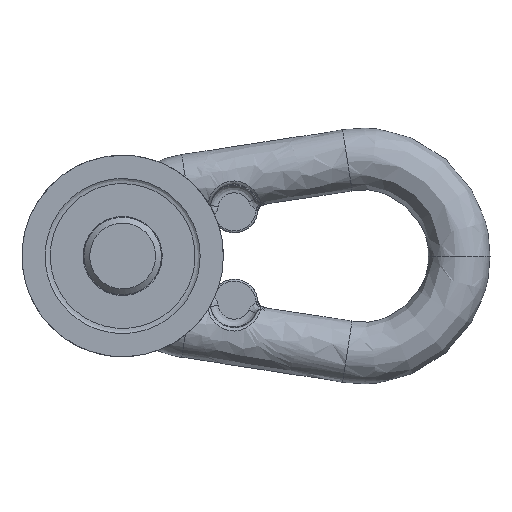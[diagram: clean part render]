
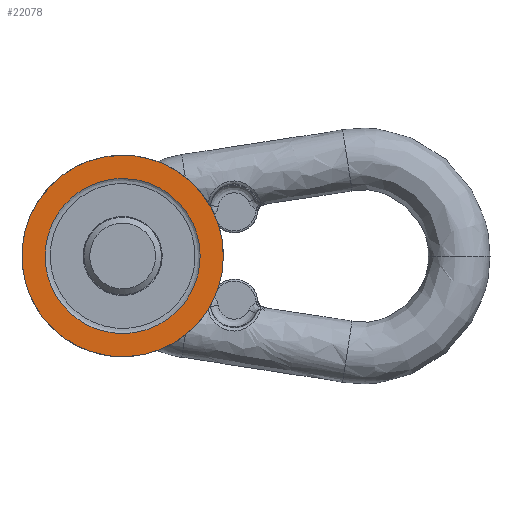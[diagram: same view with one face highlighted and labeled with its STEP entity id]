
A CAD part, front view. The second image highlights one B-rep face of the part: STEP entity #22078.
In plain terms, the highlighted free-form (B-spline) face has degree [1, 1] with [2, 2] control points.
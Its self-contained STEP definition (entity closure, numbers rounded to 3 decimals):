
#22012=CARTESIAN_POINT('V4312',(0.0,-5.5,20.0));
#22013=VERTEX_POINT('V4312',#22012);
#22014=CARTESIAN_POINT('E2325',(0.0,-5.5,20.0));
#22015=CARTESIAN_POINT('E2325',(34.641,
   -5.5,20.0));
#22016=CARTESIAN_POINT('E2325',(17.321,
   -5.5,-10.0));
#22017=CARTESIAN_POINT('E2325',(0.,-5.5,
   -40.0));
#22018=CARTESIAN_POINT('E2325',(-17.321,
   -5.5,-10.0));
#22019=CARTESIAN_POINT('E2325',(-34.641,
   -5.5,20.0));
#22020=CARTESIAN_POINT('E2325',(0.0,-5.5,20.0));
#22028=(BOUNDED_CURVE()B_SPLINE_CURVE(2,(#22014,#22015,#22016,
   #22017,#22018,#22019,#22020),.CIRCULAR_ARC.,.T.,.U.)
   B_SPLINE_CURVE_WITH_KNOTS((3,2,2,3),(0.0,0.333,
   0.667,1.0),.UNSPECIFIED.)CURVE()
   GEOMETRIC_REPRESENTATION_ITEM()RATIONAL_B_SPLINE_CURVE((1.0,
   0.5,1.0,0.5,1.0,0.5,1.0)
   )REPRESENTATION_ITEM('E2325'));
#22029=EDGE_CURVE('E2325',#22013,#22013,#22028,.T.);
#22049=CARTESIAN_POINT('F476',(-28.6,
   -5.5,-28.6));
#22050=CARTESIAN_POINT('F476',(28.6,-5.5,
   -28.6));
#22051=CARTESIAN_POINT('F476',(-28.6,
   -5.5,28.6));
#22052=CARTESIAN_POINT('F476',(28.6,-5.5,
   28.6));
#22053=QUASI_UNIFORM_SURFACE('F476',1,1,((#22049,#22051),(#22050,
   #22052)),.PLANE_SURF.,.F.,.F.,.U.);
#22054=CARTESIAN_POINT('V4311',(0.0,-5.5,26.0));
#22055=VERTEX_POINT('V4311',#22054);
#22056=CARTESIAN_POINT('E2324',(0.0,-5.5,26.0));
#22057=CARTESIAN_POINT('E2324',(-45.033,
   -5.5,26.0));
#22058=CARTESIAN_POINT('E2324',(-22.517,
   -5.5,-13.0));
#22059=CARTESIAN_POINT('E2324',(0.,-5.5,
   -52.0));
#22060=CARTESIAN_POINT('E2324',(22.517,
   -5.5,-13.0));
#22061=CARTESIAN_POINT('E2324',(45.033,
   -5.5,26.0));
#22062=CARTESIAN_POINT('E2324',(0.0,-5.5,26.0));
#22070=(BOUNDED_CURVE()B_SPLINE_CURVE(2,(#22056,#22057,#22058,
   #22059,#22060,#22061,#22062),.CIRCULAR_ARC.,.T.,.U.)
   B_SPLINE_CURVE_WITH_KNOTS((3,2,2,3),(0.0,0.333,
   0.667,1.0),.UNSPECIFIED.)CURVE()
   GEOMETRIC_REPRESENTATION_ITEM()RATIONAL_B_SPLINE_CURVE((1.0,
   0.5,1.0,0.5,1.0,0.5,1.0)
   )REPRESENTATION_ITEM('E2324'));
#22071=EDGE_CURVE('E2324',#22055,#22055,#22070,.T.);
#22072=ORIENTED_EDGE('E2324',*,*,#22071,.T.);
#22073=EDGE_LOOP('F476',(#22072));
#22074=FACE_OUTER_BOUND('F476',#22073,.T.);
#22075=ORIENTED_EDGE('E2325',*,*,#22029,.T.);
#22076=EDGE_LOOP('F476',(#22075));
#22077=FACE_BOUND('F476',#22076,.T.);
#22078=ADVANCED_FACE('F476',(#22074,#22077),#22053,.T.);
